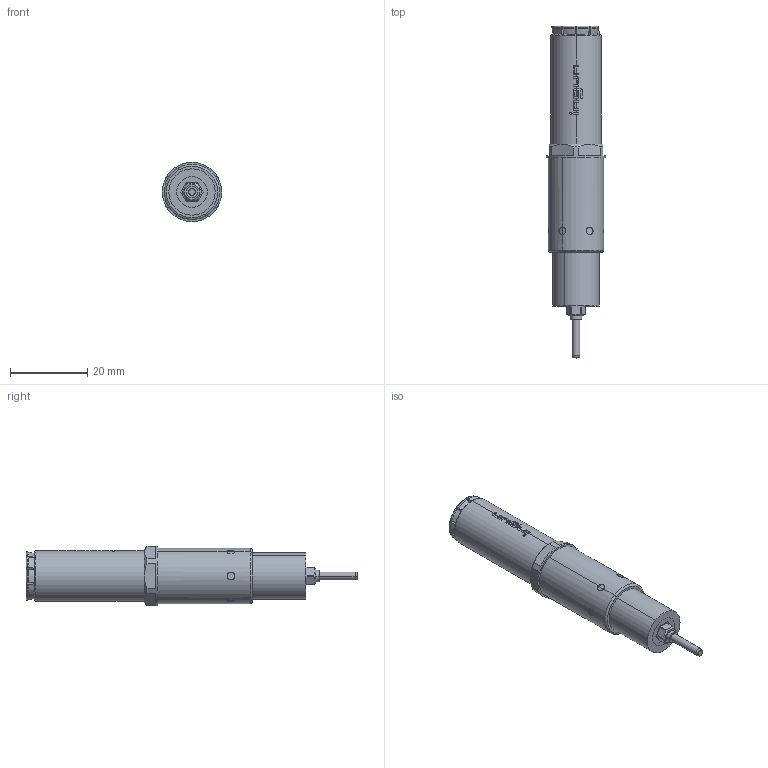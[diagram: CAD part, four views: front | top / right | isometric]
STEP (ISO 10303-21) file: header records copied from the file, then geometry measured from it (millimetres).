
FILE_DESCRIPTION (( 'STEP AP203' ), '1' );
FILE_NAME ('INGUN_VKR-672_800_130_S_xxx04_M.STEP', '2023-01-19T07:43:14', ( '' ), ( '' ), 'SwSTEP 2.0', 'SolidWorks 2021', '' );
FILE_SCHEMA (( 'CONFIG_CONTROL_DESIGN' ));
Length unit declared in the file: millimetre
Products named in the file (1): INGUN_VKR-672_800_130_S_xxx04_M
Bounding box: 15.4 x 86.2 x 15.4 mm (x, y, z)
Volume: 8706.6 mm3; surface area: 6064.8 mm2
Topology: 1 solids, 1 shells, 371 faces, 998 edges, 643 vertices
Faces by surface type: plane 165, cylinder 107, torus 54, cone 23, bspline 22
Entity records: 12846 total; most frequent: CARTESIAN_POINT 3715, ORIENTED_EDGE 1996, DIRECTION 1797, EDGE_CURVE 998, AXIS2_PLACEMENT_3D 703, VERTEX_POINT 643, EDGE_LOOP 391, LINE 391
